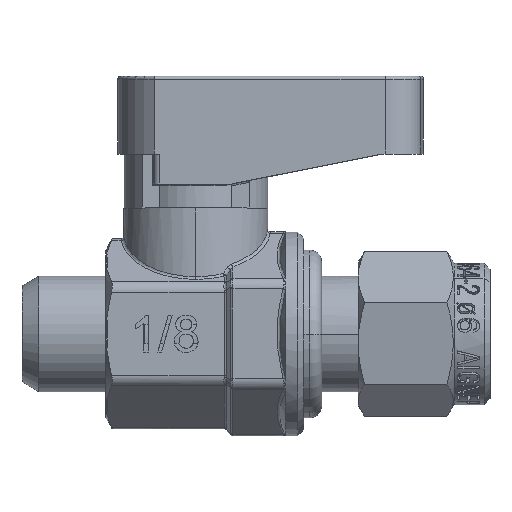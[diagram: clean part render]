
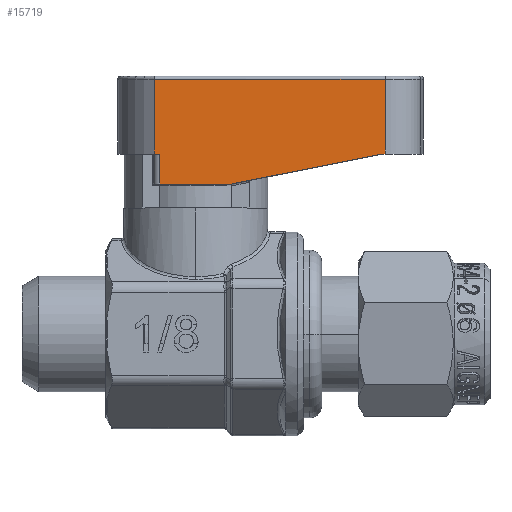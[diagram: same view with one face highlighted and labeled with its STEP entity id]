
A CAD part, top view. The second image highlights one B-rep face of the part: STEP entity #15719.
In plain terms, the highlighted planar face has unit normal (0, 0, 1).
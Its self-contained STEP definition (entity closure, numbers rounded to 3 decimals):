
#134 = CARTESIAN_POINT ( 'NONE',  ( 20.68, 15., 5.5 ) ) ;
#142 = DIRECTION ( 'NONE',  ( 0.981, 0.196, 0. ) ) ;
#171 = DIRECTION ( 'NONE',  ( 0., -1., 0. ) ) ;
#177 = CARTESIAN_POINT ( 'NONE',  ( 2.18, 12.5, 5.5 ) ) ;
#204 = CARTESIAN_POINT ( 'NONE',  ( 1.68, 15., 5.5 ) ) ;
#205 = DIRECTION ( 'NONE',  ( 1., 0., 0. ) ) ;
#237 = CARTESIAN_POINT ( 'NONE',  ( 24.18, 15., 5.5 ) ) ;
#238 = DIRECTION ( 'NONE',  ( 1., 0., 0. ) ) ;
#253 = DIRECTION ( 'NONE',  ( 1., 0., 0. ) ) ;
#254 = CARTESIAN_POINT ( 'NONE',  ( 1.716, 12.5, 5.5 ) ) ;
#1943 = FACE_OUTER_BOUND ( 'NONE', #12673, .T. ) ;
#2273 = PLANE ( 'NONE',  #25595 ) ;
#2281 = CARTESIAN_POINT ( 'NONE',  ( 1.716, 12.5, 5.5 ) ) ;
#2282 = DIRECTION ( 'NONE',  ( 0., 0., 1. ) ) ;
#2283 = DIRECTION ( 'NONE',  ( 1., 0., 0. ) ) ;
#4519 = LINE ( 'NONE', #19655, #4525 ) ;
#4521 = LINE ( 'NONE', #19653, #4523 ) ;
#4523 = VECTOR ( 'NONE', #19648, 1000. ) ;
#4524 = LINE ( 'NONE', #19663, #4527 ) ;
#4525 = VECTOR ( 'NONE', #19660, 1000. ) ;
#4527 = VECTOR ( 'NONE', #19665, 1000. ) ;
#4939 = LINE ( 'NONE', #134, #4947 ) ;
#4947 = VECTOR ( 'NONE', #142, 1000. ) ;
#4969 = LINE ( 'NONE', #177, #4971 ) ;
#4971 = VECTOR ( 'NONE', #171, 1000. ) ;
#4979 = LINE ( 'NONE', #204, #4982 ) ;
#4982 = VECTOR ( 'NONE', #205, 1000. ) ;
#5003 = LINE ( 'NONE', #237, #5005 ) ;
#5005 = VECTOR ( 'NONE', #238, 1000. ) ;
#5014 = LINE ( 'NONE', #254, #5016 ) ;
#5016 = VECTOR ( 'NONE', #253, 1000. ) ;
#6567 = CARTESIAN_POINT ( 'NONE',  ( 20.68, 15., 5.5 ) ) ;
#6568 = CARTESIAN_POINT ( 'NONE',  ( 8.18, 12.5, 5.5 ) ) ;
#6574 = CARTESIAN_POINT ( 'NONE',  ( 2.18, 12.5, 5.5 ) ) ;
#6585 = CARTESIAN_POINT ( 'NONE',  ( 2.18, 15., 5.5 ) ) ;
#6590 = CARTESIAN_POINT ( 'NONE',  ( 1.716, 15., 5.5 ) ) ;
#6595 = CARTESIAN_POINT ( 'NONE',  ( 20.984, 15., 5.5 ) ) ;
#6608 = CARTESIAN_POINT ( 'NONE',  ( 1.716, 21.25, 5.5 ) ) ;
#6951 = ORIENTED_EDGE ( 'NONE', *, *, #42719, .T. ) ;
#6954 = ORIENTED_EDGE ( 'NONE', *, *, #42681, .T. ) ;
#6956 = ORIENTED_EDGE ( 'NONE', *, *, #42727, .T. ) ;
#6958 = ORIENTED_EDGE ( 'NONE', *, *, #42696, .T. ) ;
#6960 = ORIENTED_EDGE ( 'NONE', *, *, #42703, .T. ) ;
#6962 = ORIENTED_EDGE ( 'NONE', *, *, #22906, .F. ) ;
#6964 = ORIENTED_EDGE ( 'NONE', *, *, #22905, .T. ) ;
#6967 = ORIENTED_EDGE ( 'NONE', *, *, #22904, .T. ) ;
#12673 = EDGE_LOOP ( 'NONE', ( #6967, #6964, #6962, #6960, #6958, #6956, #6954, #6951 ) ) ;
#15719 = ADVANCED_FACE ( 'NONE', ( #1943 ), #2273, .T. ) ;
#19648 = DIRECTION ( 'NONE',  ( 0., 1., 0. ) ) ;
#19653 = CARTESIAN_POINT ( 'NONE',  ( 20.984, 12.5, 5.5 ) ) ;
#19655 = CARTESIAN_POINT ( 'NONE',  ( 1.716, 21.25, 5.5 ) ) ;
#19660 = DIRECTION ( 'NONE',  ( -1., 0., 0. ) ) ;
#19663 = CARTESIAN_POINT ( 'NONE',  ( 1.716, 12.5, 5.5 ) ) ;
#19665 = DIRECTION ( 'NONE',  ( 0., 1., 0. ) ) ;
#22904 = EDGE_CURVE ( 'NONE', #31824, #48494, #4521, .T. ) ;
#22905 = EDGE_CURVE ( 'NONE', #48494, #31837, #4519, .T. ) ;
#22906 = EDGE_CURVE ( 'NONE', #31819, #31837, #4524, .T. ) ;
#25595 = AXIS2_PLACEMENT_3D ( 'NONE', #2281, #2282, #2283 ) ;
#31796 = VERTEX_POINT ( 'NONE', #6567 ) ;
#31797 = VERTEX_POINT ( 'NONE', #6568 ) ;
#31803 = VERTEX_POINT ( 'NONE', #6574 ) ;
#31814 = VERTEX_POINT ( 'NONE', #6585 ) ;
#31819 = VERTEX_POINT ( 'NONE', #6590 ) ;
#31824 = VERTEX_POINT ( 'NONE', #6595 ) ;
#31837 = VERTEX_POINT ( 'NONE', #6608 ) ;
#42681 = EDGE_CURVE ( 'NONE', #31797, #31796, #4939, .T. ) ;
#42696 = EDGE_CURVE ( 'NONE', #31814, #31803, #4969, .T. ) ;
#42703 = EDGE_CURVE ( 'NONE', #31819, #31814, #4979, .T. ) ;
#42719 = EDGE_CURVE ( 'NONE', #31796, #31824, #5003, .T. ) ;
#42727 = EDGE_CURVE ( 'NONE', #31803, #31797, #5014, .T. ) ;
#48494 = VERTEX_POINT ( 'NONE', #50590 ) ;
#50590 = CARTESIAN_POINT ( 'NONE',  ( 20.984, 21.25, 5.5 ) ) ;
